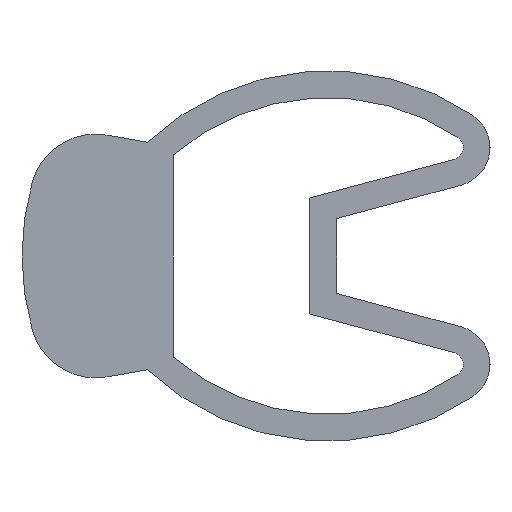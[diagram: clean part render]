
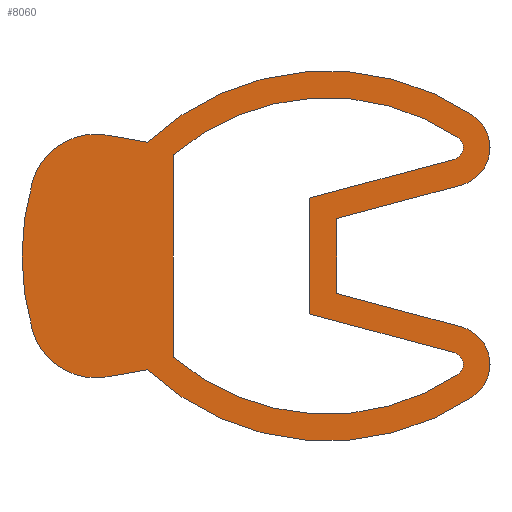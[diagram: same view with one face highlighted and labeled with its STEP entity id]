
A CAD part, left-side view. The second image highlights one B-rep face of the part: STEP entity #8060.
In plain terms, the highlighted face is planar.
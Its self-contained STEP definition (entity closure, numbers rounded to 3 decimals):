
#1980=CARTESIAN_POINT('',(-281.091,-356.659,15.));
#1990=VERTEX_POINT('',#1980);
#2020=CARTESIAN_POINT('',(-280.884,-356.52,15.));
#2030=DIRECTION('',(0.,0.,-1.));
#2040=DIRECTION('',(-1.,0.,0.));
#2050=AXIS2_PLACEMENT_3D('',#2020,#2030,#2040);
#2060=CIRCLE('',#2050,0.25);
#2070=CARTESIAN_POINT('',(-280.642,-356.585,15.));
#2080=VERTEX_POINT('',#2070);
#2090=EDGE_CURVE('',#2080,#1990,#2060,.T.);
#2370=CARTESIAN_POINT('',(-276.222,-356.659,15.));
#2380=VERTEX_POINT('',#2370);
#2410=CARTESIAN_POINT('',(-280.23,-353.976,15.));
#2420=DIRECTION('',(0.,0.,1.));
#2430=DIRECTION('',(1.,0.,0.));
#2440=AXIS2_PLACEMENT_3D('',#2410,#2420,#2430);
#2450=CIRCLE('',#2440,4.823);
#2460=CARTESIAN_POINT('',(-276.583,-350.82,15.));
#2470=VERTEX_POINT('',#2460);
#2480=EDGE_CURVE('',#2380,#2470,#2450,.T.);
#2760=CARTESIAN_POINT('',(-280.18,-347.923,15.));
#2770=VERTEX_POINT('',#2760);
#2800=CARTESIAN_POINT('',(-278.657,-353.26,15.));
#2810=DIRECTION('',(0.,0.,-1.));
#2820=DIRECTION('',(-1.,0.,0.));
#2830=AXIS2_PLACEMENT_3D('',#2800,#2810,#2820);
#2840=CIRCLE('',#2830,5.55);
#2850=CARTESIAN_POINT('',(-277.134,-347.923,15.));
#2860=VERTEX_POINT('',#2850);
#2870=EDGE_CURVE('',#2770,#2860,#2840,.T.);
#3150=CARTESIAN_POINT('',(-279.848,-353.62,15.));
#3160=VERTEX_POINT('',#3150);
#3190=CARTESIAN_POINT('',(-278.195,-353.62,15.));
#3200=DIRECTION('',(-1.,0.,0.));
#3210=VECTOR('',#3200,1.);
#3220=LINE('',#3190,#3210);
#3230=CARTESIAN_POINT('',(-277.466,-353.62,15.));
#3240=VERTEX_POINT('',#3230);
#3250=EDGE_CURVE('',#3240,#3160,#3220,.T.);
#3530=CARTESIAN_POINT('',(-277.888,-354.17,15.));
#3540=VERTEX_POINT('',#3530);
#3570=CARTESIAN_POINT('',(0.,-354.17,15.));
#3580=DIRECTION('',(-1.,0.,0.));
#3590=VECTOR('',#3580,1.);
#3600=LINE('',#3570,#3590);
#3610=CARTESIAN_POINT('',(-279.426,-354.17,15.));
#3620=VERTEX_POINT('',#3610);
#3630=EDGE_CURVE('',#3540,#3620,#3600,.T.);
#3880=CARTESIAN_POINT('',(-278.657,-350.82,15.));
#3890=DIRECTION('',(-1.,0.,0.));
#3900=VECTOR('',#3890,1.);
#3910=LINE('',#3880,#3900);
#3920=CARTESIAN_POINT('',(-280.731,-350.82,15.));
#3930=VERTEX_POINT('',#3920);
#3940=EDGE_CURVE('',#2470,#3930,#3910,.T.);
#4190=CARTESIAN_POINT('',(-280.109,-356.72,15.));
#4200=DIRECTION('',(0.259,0.966,0.));
#4210=VECTOR('',#4200,1.);
#4220=LINE('',#4190,#4210);
#4230=CARTESIAN_POINT('',(-280.111,-356.727,15.));
#4240=VERTEX_POINT('',#4230);
#4250=EDGE_CURVE('',#4240,#3620,#4220,.T.);
#4500=CARTESIAN_POINT('',(-280.884,-356.52,15.));
#4510=DIRECTION('',(0.,0.,-1.));
#4520=DIRECTION('',(-1.,0.,0.));
#4530=AXIS2_PLACEMENT_3D('',#4500,#4510,#4520);
#4540=CIRCLE('',#4530,0.8);
#4550=CARTESIAN_POINT('',(-281.548,-356.965,15.));
#4560=VERTEX_POINT('',#4550);
#4570=EDGE_CURVE('',#4240,#4560,#4540,.T.);
#4820=CARTESIAN_POINT('',(-277.084,-353.976,15.));
#4830=DIRECTION('',(0.,0.,-1.));
#4840=DIRECTION('',(-1.,0.,0.));
#4850=AXIS2_PLACEMENT_3D('',#4820,#4830,#4840);
#4860=CIRCLE('',#4850,5.373);
#4870=CARTESIAN_POINT('',(-280.992,-350.289,15.));
#4880=VERTEX_POINT('',#4870);
#4890=EDGE_CURVE('',#4560,#4880,#4860,.T.);
#5140=CARTESIAN_POINT('',(-280.579,-356.349,15.));
#5150=DIRECTION('',(0.259,0.966,0.));
#5160=VECTOR('',#5150,1.);
#5170=LINE('',#5140,#5160);
#5180=EDGE_CURVE('',#2080,#3160,#5170,.T.);
#5380=CARTESIAN_POINT('',(-342.757,0.,15.));
#5390=DIRECTION('',(0.174,-0.985,0.));
#5400=VECTOR('',#5390,1.);
#5410=LINE('',#5380,#5400);
#5420=CARTESIAN_POINT('',(-281.139,-349.456,15.));
#5430=VERTEX_POINT('',#5420);
#5440=EDGE_CURVE('',#5430,#4880,#5410,.T.);
#5690=CARTESIAN_POINT('',(-279.809,-349.221,15.));
#5700=DIRECTION('',(0.,0.,-1.));
#5710=DIRECTION('',(-1.,0.,0.));
#5720=AXIS2_PLACEMENT_3D('',#5690,#5700,#5710);
#5730=CIRCLE('',#5720,1.35);
#5740=EDGE_CURVE('',#5430,#2770,#5730,.T.);
#5940=CARTESIAN_POINT('',(-277.504,-349.221,15.));
#5950=DIRECTION('',(0.,0.,1.));
#5960=DIRECTION('',(1.,0.,0.));
#5970=AXIS2_PLACEMENT_3D('',#5940,#5950,#5960);
#5980=CIRCLE('',#5970,1.35);
#5990=CARTESIAN_POINT('',(-276.175,-349.456,15.));
#6000=VERTEX_POINT('',#5990);
#6010=EDGE_CURVE('',#6000,#2860,#5980,.T.);
#6260=CARTESIAN_POINT('',(-214.556,0.,15.));
#6270=DIRECTION('',(-0.174,-0.985,0.));
#6280=VECTOR('',#6270,1.);
#6290=LINE('',#6260,#6280);
#6300=CARTESIAN_POINT('',(-276.322,-350.289,15.));
#6310=VERTEX_POINT('',#6300);
#6320=EDGE_CURVE('',#6000,#6310,#6290,.T.);
#6570=CARTESIAN_POINT('',(-277.084,-353.976,15.));
#6580=DIRECTION('',(0.,0.,-1.));
#6590=DIRECTION('',(-1.,0.,0.));
#6600=AXIS2_PLACEMENT_3D('',#6570,#6580,#6590);
#6610=CIRCLE('',#6600,4.823);
#6620=EDGE_CURVE('',#1990,#3930,#6610,.T.);
#6820=CARTESIAN_POINT('',(-280.23,-353.976,15.));
#6830=DIRECTION('',(0.,0.,1.));
#6840=DIRECTION('',(1.,0.,0.));
#6850=AXIS2_PLACEMENT_3D('',#6820,#6830,#6840);
#6860=CIRCLE('',#6850,5.373);
#6870=CARTESIAN_POINT('',(-275.765,-356.965,15.));
#6880=VERTEX_POINT('',#6870);
#6890=EDGE_CURVE('',#6880,#6310,#6860,.T.);
#7140=CARTESIAN_POINT('',(-276.43,-356.52,15.));
#7150=DIRECTION('',(0.,0.,1.));
#7160=DIRECTION('',(1.,0.,0.));
#7170=AXIS2_PLACEMENT_3D('',#7140,#7150,#7160);
#7180=CIRCLE('',#7170,0.8);
#7190=CARTESIAN_POINT('',(-277.203,-356.727,15.));
#7200=VERTEX_POINT('',#7190);
#7210=EDGE_CURVE('',#7200,#6880,#7180,.T.);
#7460=CARTESIAN_POINT('',(-277.205,-356.72,15.));
#7470=DIRECTION('',(-0.259,0.966,0.));
#7480=VECTOR('',#7470,1.);
#7490=LINE('',#7460,#7480);
#7500=EDGE_CURVE('',#7200,#3540,#7490,.T.);
#7640=CARTESIAN_POINT('',(-274.887,-353.86,15.));
#7650=DIRECTION('',(0.,0.,1.));
#7660=DIRECTION('',(1.,0.,0.));
#7670=AXIS2_PLACEMENT_3D('',#7640,#7650,#7660);
#7680=PLANE('',#7670);
#7690=ORIENTED_EDGE('',*,*,#2480,.T.);
#7700=CARTESIAN_POINT('',(-276.43,-356.52,15.));
#7710=DIRECTION('',(0.,0.,1.));
#7720=DIRECTION('',(1.,0.,0.));
#7730=AXIS2_PLACEMENT_3D('',#7700,#7710,#7720);
#7740=CIRCLE('',#7730,0.25);
#7750=CARTESIAN_POINT('',(-276.672,-356.585,15.));
#7760=VERTEX_POINT('',#7750);
#7770=EDGE_CURVE('',#7760,#2380,#7740,.T.);
#7780=ORIENTED_EDGE('',*,*,#7770,.T.);
#7790=CARTESIAN_POINT('',(-276.735,-356.349,15.));
#7800=DIRECTION('',(-0.259,0.966,0.));
#7810=VECTOR('',#7800,1.);
#7820=LINE('',#7790,#7810);
#7830=EDGE_CURVE('',#7760,#3240,#7820,.T.);
#7840=ORIENTED_EDGE('',*,*,#7830,.F.);
#7850=ORIENTED_EDGE('',*,*,#3250,.F.);
#7860=ORIENTED_EDGE('',*,*,#5180,.T.);
#7870=ORIENTED_EDGE('',*,*,#2090,.F.);
#7880=ORIENTED_EDGE('',*,*,#6620,.F.);
#7890=ORIENTED_EDGE('',*,*,#3940,.T.);
#7900=EDGE_LOOP('',(#7890,#7880,#7870,#7860,#7850,#7840,#7780,#7690));
#7910=FACE_BOUND('',#7900,.T.);
#7920=ORIENTED_EDGE('',*,*,#5740,.T.);
#7930=ORIENTED_EDGE('',*,*,#5440,.F.);
#7940=ORIENTED_EDGE('',*,*,#4890,.T.);
#7950=ORIENTED_EDGE('',*,*,#4570,.T.);
#7960=ORIENTED_EDGE('',*,*,#4250,.F.);
#7970=ORIENTED_EDGE('',*,*,#3630,.T.);
#7980=ORIENTED_EDGE('',*,*,#7500,.T.);
#7990=ORIENTED_EDGE('',*,*,#7210,.F.);
#8000=ORIENTED_EDGE('',*,*,#6890,.F.);
#8010=ORIENTED_EDGE('',*,*,#6320,.T.);
#8020=ORIENTED_EDGE('',*,*,#6010,.F.);
#8030=ORIENTED_EDGE('',*,*,#2870,.T.);
#8040=EDGE_LOOP('',(#8030,#8020,#8010,#8000,#7990,#7980,#7970,#7960,
#7950,#7940,#7930,#7920));
#8050=FACE_OUTER_BOUND('',#8040,.T.);
#8060=ADVANCED_FACE('',(#7910,#8050),#7680,.F.);
